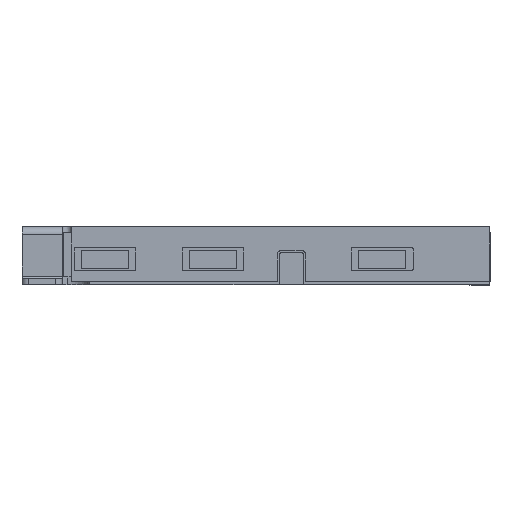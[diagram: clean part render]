
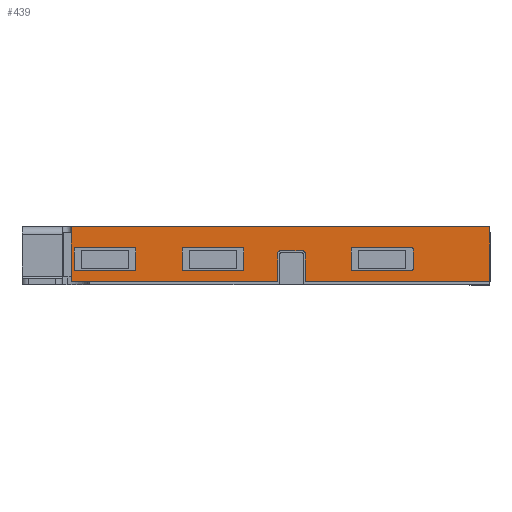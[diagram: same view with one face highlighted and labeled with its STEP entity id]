
A CAD part, left-side view. The second image highlights one B-rep face of the part: STEP entity #439.
In plain terms, the highlighted planar face has unit normal (-1, 0, 0).
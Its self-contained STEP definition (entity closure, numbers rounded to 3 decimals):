
#439=ADVANCED_FACE('',(#1278,#1279,#1280,#1281),#1282,.T.);
#1278=FACE_OUTER_BOUND('',#2290,.T.);
#1279=FACE_BOUND('',#2291,.T.);
#1280=FACE_BOUND('',#2292,.T.);
#1281=FACE_BOUND('',#2293,.T.);
#1282=PLANE('',#2294);
#2290=EDGE_LOOP('',(#5390,#5391,#5392,#5393,#5394,#5395,#5396,#5397,#5398,#5399));
#2291=EDGE_LOOP('',(#5400,#5401,#5402,#5403,#5404,#5405,#5406,#5407));
#2292=EDGE_LOOP('',(#5408,#5409,#5410,#5411,#5412,#5413,#5414,#5415));
#2293=EDGE_LOOP('',(#5416,#5417,#5418,#5419,#5420,#5421,#5422,#5423));
#2294=AXIS2_PLACEMENT_3D('',#5424,#5425,#5426);
#5390=ORIENTED_EDGE('',*,*,#7801,.F.);
#5391=ORIENTED_EDGE('',*,*,#7640,.T.);
#5392=ORIENTED_EDGE('',*,*,#7040,.T.);
#5393=ORIENTED_EDGE('',*,*,#7755,.T.);
#5394=ORIENTED_EDGE('',*,*,#7802,.F.);
#5395=ORIENTED_EDGE('',*,*,#7803,.F.);
#5396=ORIENTED_EDGE('',*,*,#7804,.T.);
#5397=ORIENTED_EDGE('',*,*,#7805,.F.);
#5398=ORIENTED_EDGE('',*,*,#7806,.T.);
#5399=ORIENTED_EDGE('',*,*,#7807,.F.);
#5400=ORIENTED_EDGE('',*,*,#7808,.F.);
#5401=ORIENTED_EDGE('',*,*,#7809,.F.);
#5402=ORIENTED_EDGE('',*,*,#7810,.F.);
#5403=ORIENTED_EDGE('',*,*,#7811,.F.);
#5404=ORIENTED_EDGE('',*,*,#7812,.F.);
#5405=ORIENTED_EDGE('',*,*,#7813,.F.);
#5406=ORIENTED_EDGE('',*,*,#7814,.F.);
#5407=ORIENTED_EDGE('',*,*,#7815,.F.);
#5408=ORIENTED_EDGE('',*,*,#7816,.F.);
#5409=ORIENTED_EDGE('',*,*,#7817,.F.);
#5410=ORIENTED_EDGE('',*,*,#7818,.F.);
#5411=ORIENTED_EDGE('',*,*,#7819,.F.);
#5412=ORIENTED_EDGE('',*,*,#7820,.F.);
#5413=ORIENTED_EDGE('',*,*,#7821,.F.);
#5414=ORIENTED_EDGE('',*,*,#7822,.F.);
#5415=ORIENTED_EDGE('',*,*,#7823,.F.);
#5416=ORIENTED_EDGE('',*,*,#7824,.F.);
#5417=ORIENTED_EDGE('',*,*,#7825,.F.);
#5418=ORIENTED_EDGE('',*,*,#7826,.F.);
#5419=ORIENTED_EDGE('',*,*,#7827,.F.);
#5420=ORIENTED_EDGE('',*,*,#7828,.F.);
#5421=ORIENTED_EDGE('',*,*,#7829,.F.);
#5422=ORIENTED_EDGE('',*,*,#7830,.F.);
#5423=ORIENTED_EDGE('',*,*,#7831,.F.);
#5424=CARTESIAN_POINT('',(-14.0,-7.1,0.0));
#5425=DIRECTION('',(-1.0,0.0,0.0));
#5426=DIRECTION('',(0.0,0.0,1.0));
#7040=EDGE_CURVE('',#8582,#8580,#8583,.T.);
#7640=EDGE_CURVE('',#9605,#8582,#9606,.T.);
#7755=EDGE_CURVE('',#8580,#9784,#9786,.T.);
#7801=EDGE_CURVE('',#9605,#9860,#9861,.T.);
#7802=EDGE_CURVE('',#9862,#9784,#9863,.T.);
#7803=EDGE_CURVE('',#9864,#9862,#9865,.T.);
#7804=EDGE_CURVE('',#9864,#9866,#9867,.T.);
#7805=EDGE_CURVE('',#9868,#9866,#9869,.T.);
#7806=EDGE_CURVE('',#9868,#9870,#9871,.T.);
#7807=EDGE_CURVE('',#9860,#9870,#9872,.T.);
#7808=EDGE_CURVE('',#9873,#9874,#9875,.T.);
#7809=EDGE_CURVE('',#9876,#9873,#9877,.T.);
#7810=EDGE_CURVE('',#9878,#9876,#9879,.T.);
#7811=EDGE_CURVE('',#9880,#9878,#9881,.T.);
#7812=EDGE_CURVE('',#9882,#9880,#9883,.T.);
#7813=EDGE_CURVE('',#9884,#9882,#9885,.T.);
#7814=EDGE_CURVE('',#9886,#9884,#9887,.T.);
#7815=EDGE_CURVE('',#9874,#9886,#9888,.T.);
#7816=EDGE_CURVE('',#9889,#9890,#9891,.T.);
#7817=EDGE_CURVE('',#9892,#9889,#9893,.T.);
#7818=EDGE_CURVE('',#9894,#9892,#9895,.T.);
#7819=EDGE_CURVE('',#9896,#9894,#9897,.T.);
#7820=EDGE_CURVE('',#9898,#9896,#9899,.T.);
#7821=EDGE_CURVE('',#9900,#9898,#9901,.T.);
#7822=EDGE_CURVE('',#9902,#9900,#9903,.T.);
#7823=EDGE_CURVE('',#9890,#9902,#9904,.T.);
#7824=EDGE_CURVE('',#9905,#9906,#9907,.T.);
#7825=EDGE_CURVE('',#9908,#9905,#9909,.T.);
#7826=EDGE_CURVE('',#9910,#9908,#9911,.T.);
#7827=EDGE_CURVE('',#9912,#9910,#9913,.T.);
#7828=EDGE_CURVE('',#9914,#9912,#9915,.T.);
#7829=EDGE_CURVE('',#9916,#9914,#9917,.T.);
#7830=EDGE_CURVE('',#9918,#9916,#9919,.T.);
#7831=EDGE_CURVE('',#9906,#9918,#9920,.T.);
#8580=VERTEX_POINT('',#10935);
#8582=VERTEX_POINT('',#10938);
#8583=LINE('',#10939,#10940);
#9605=VERTEX_POINT('',#12456);
#9606=LINE('',#12457,#12458);
#9784=VERTEX_POINT('',#12720);
#9786=LINE('',#12723,#12724);
#9860=VERTEX_POINT('',#12834);
#9861=LINE('',#12835,#12836);
#9862=VERTEX_POINT('',#12837);
#9863=LINE('',#12838,#12839);
#9864=VERTEX_POINT('',#12840);
#9865=LINE('',#12841,#12842);
#9866=VERTEX_POINT('',#12843);
#9867=CIRCLE('',#12844,0.1);
#9868=VERTEX_POINT('',#12845);
#9869=LINE('',#12846,#12847);
#9870=VERTEX_POINT('',#12848);
#9871=CIRCLE('',#12849,0.1);
#9872=LINE('',#12850,#12851);
#9873=VERTEX_POINT('',#12852);
#9874=VERTEX_POINT('',#12853);
#9875=LINE('',#12854,#12855);
#9876=VERTEX_POINT('',#12856);
#9877=CIRCLE('',#12857,0.04);
#9878=VERTEX_POINT('',#12858);
#9879=LINE('',#12859,#12860);
#9880=VERTEX_POINT('',#12861);
#9881=CIRCLE('',#12862,0.04);
#9882=VERTEX_POINT('',#12863);
#9883=LINE('',#12864,#12865);
#9884=VERTEX_POINT('',#12866);
#9885=CIRCLE('',#12867,0.04);
#9886=VERTEX_POINT('',#12868);
#9887=LINE('',#12869,#12870);
#9888=CIRCLE('',#12871,0.04);
#9889=VERTEX_POINT('',#12872);
#9890=VERTEX_POINT('',#12873);
#9891=LINE('',#12874,#12875);
#9892=VERTEX_POINT('',#12876);
#9893=CIRCLE('',#12877,0.04);
#9894=VERTEX_POINT('',#12878);
#9895=LINE('',#12879,#12880);
#9896=VERTEX_POINT('',#12881);
#9897=CIRCLE('',#12882,0.04);
#9898=VERTEX_POINT('',#12883);
#9899=LINE('',#12884,#12885);
#9900=VERTEX_POINT('',#12886);
#9901=CIRCLE('',#12887,0.04);
#9902=VERTEX_POINT('',#12888);
#9903=LINE('',#12889,#12890);
#9904=CIRCLE('',#12891,0.04);
#9905=VERTEX_POINT('',#12892);
#9906=VERTEX_POINT('',#12893);
#9907=LINE('',#12894,#12895);
#9908=VERTEX_POINT('',#12896);
#9909=CIRCLE('',#12897,0.04);
#9910=VERTEX_POINT('',#12898);
#9911=LINE('',#12899,#12900);
#9912=VERTEX_POINT('',#12901);
#9913=CIRCLE('',#12902,0.04);
#9914=VERTEX_POINT('',#12903);
#9915=LINE('',#12904,#12905);
#9916=VERTEX_POINT('',#12906);
#9917=CIRCLE('',#12907,0.04);
#9918=VERTEX_POINT('',#12908);
#9919=LINE('',#12909,#12910);
#9920=CIRCLE('',#12911,0.04);
#10935=CARTESIAN_POINT('',(-14.0,6.5,0.0));
#10938=CARTESIAN_POINT('',(-14.0,-7.1,0.0));
#10939=CARTESIAN_POINT('',(-14.0,-7.1,0.0));
#10940=VECTOR('',#13945,13.6);
#12456=CARTESIAN_POINT('',(-14.0,-7.1,-1.78));
#12457=CARTESIAN_POINT('',(-14.0,-7.1,-1.78));
#12458=VECTOR('',#14758,1.78);
#12720=CARTESIAN_POINT('',(-14.0,6.5,-1.78));
#12723=CARTESIAN_POINT('',(-14.0,6.5,0.0));
#12724=VECTOR('',#14931,1.78);
#12834=CARTESIAN_POINT('',(-14.0,-1.1,-1.78));
#12835=CARTESIAN_POINT('',(-14.0,-7.1,-1.78));
#12836=VECTOR('',#14995,6.0);
#12837=CARTESIAN_POINT('',(-14.0,-0.2,-1.78));
#12838=CARTESIAN_POINT('',(-14.0,-0.2,-1.78));
#12839=VECTOR('',#14996,6.7);
#12840=CARTESIAN_POINT('',(-14.0,-0.2,-0.88));
#12841=CARTESIAN_POINT('',(-14.0,-0.2,-0.88));
#12842=VECTOR('',#14997,0.9);
#12843=CARTESIAN_POINT('',(-14.0,-0.3,-0.78));
#12844=AXIS2_PLACEMENT_3D('',#14998,#14999,#15000);
#12845=CARTESIAN_POINT('',(-14.0,-1.0,-0.78));
#12846=CARTESIAN_POINT('',(-14.0,-1.0,-0.78));
#12847=VECTOR('',#15001,0.7);
#12848=CARTESIAN_POINT('',(-14.0,-1.1,-0.88));
#12849=AXIS2_PLACEMENT_3D('',#15002,#15003,#15004);
#12850=CARTESIAN_POINT('',(-14.0,-1.1,-1.78));
#12851=VECTOR('',#15005,0.9);
#12852=CARTESIAN_POINT('',(-14.0,-2.64,-1.43));
#12853=CARTESIAN_POINT('',(-14.0,-4.56,-1.43));
#12854=CARTESIAN_POINT('',(-14.0,-2.64,-1.43));
#12855=VECTOR('',#15006,1.92);
#12856=CARTESIAN_POINT('',(-14.0,-2.6,-1.39));
#12857=AXIS2_PLACEMENT_3D('',#15007,#15008,#15009);
#12858=CARTESIAN_POINT('',(-14.0,-2.6,-0.72));
#12859=CARTESIAN_POINT('',(-14.0,-2.6,-0.72));
#12860=VECTOR('',#15010,0.67);
#12861=CARTESIAN_POINT('',(-14.0,-2.64,-0.68));
#12862=AXIS2_PLACEMENT_3D('',#15011,#15012,#15013);
#12863=CARTESIAN_POINT('',(-14.0,-4.56,-0.68));
#12864=CARTESIAN_POINT('',(-14.0,-4.56,-0.68));
#12865=VECTOR('',#15014,1.92);
#12866=CARTESIAN_POINT('',(-14.0,-4.6,-0.72));
#12867=AXIS2_PLACEMENT_3D('',#15015,#15016,#15017);
#12868=CARTESIAN_POINT('',(-14.0,-4.6,-1.39));
#12869=CARTESIAN_POINT('',(-14.0,-4.6,-1.39));
#12870=VECTOR('',#15018,0.67);
#12871=AXIS2_PLACEMENT_3D('',#15019,#15020,#15021);
#12872=CARTESIAN_POINT('',(-14.0,2.86,-1.43));
#12873=CARTESIAN_POINT('',(-14.0,0.94,-1.43));
#12874=CARTESIAN_POINT('',(-14.0,2.86,-1.43));
#12875=VECTOR('',#15022,1.92);
#12876=CARTESIAN_POINT('',(-14.0,2.9,-1.39));
#12877=AXIS2_PLACEMENT_3D('',#15023,#15024,#15025);
#12878=CARTESIAN_POINT('',(-14.0,2.9,-0.72));
#12879=CARTESIAN_POINT('',(-14.0,2.9,-0.72));
#12880=VECTOR('',#15026,0.67);
#12881=CARTESIAN_POINT('',(-14.0,2.86,-0.68));
#12882=AXIS2_PLACEMENT_3D('',#15027,#15028,#15029);
#12883=CARTESIAN_POINT('',(-14.0,0.94,-0.68));
#12884=CARTESIAN_POINT('',(-14.0,0.94,-0.68));
#12885=VECTOR('',#15030,1.92);
#12886=CARTESIAN_POINT('',(-14.0,0.9,-0.72));
#12887=AXIS2_PLACEMENT_3D('',#15031,#15032,#15033);
#12888=CARTESIAN_POINT('',(-14.0,0.9,-1.39));
#12889=CARTESIAN_POINT('',(-14.0,0.9,-1.39));
#12890=VECTOR('',#15034,0.67);
#12891=AXIS2_PLACEMENT_3D('',#15035,#15036,#15037);
#12892=CARTESIAN_POINT('',(-14.0,4.4,-1.39));
#12893=CARTESIAN_POINT('',(-14.0,4.4,-0.72));
#12894=CARTESIAN_POINT('',(-14.0,4.4,-1.39));
#12895=VECTOR('',#15038,0.67);
#12896=CARTESIAN_POINT('',(-14.0,4.44,-1.43));
#12897=AXIS2_PLACEMENT_3D('',#15039,#15040,#15041);
#12898=CARTESIAN_POINT('',(-14.0,6.36,-1.43));
#12899=CARTESIAN_POINT('',(-14.0,6.36,-1.43));
#12900=VECTOR('',#15042,1.92);
#12901=CARTESIAN_POINT('',(-14.0,6.4,-1.39));
#12902=AXIS2_PLACEMENT_3D('',#15043,#15044,#15045);
#12903=CARTESIAN_POINT('',(-14.0,6.4,-0.72));
#12904=CARTESIAN_POINT('',(-14.0,6.4,-0.72));
#12905=VECTOR('',#15046,0.67);
#12906=CARTESIAN_POINT('',(-14.0,6.36,-0.68));
#12907=AXIS2_PLACEMENT_3D('',#15047,#15048,#15049);
#12908=CARTESIAN_POINT('',(-14.0,4.44,-0.68));
#12909=CARTESIAN_POINT('',(-14.0,4.44,-0.68));
#12910=VECTOR('',#15050,1.92);
#12911=AXIS2_PLACEMENT_3D('',#15051,#15052,#15053);
#13945=DIRECTION('',(0.0,1.0,0.0));
#14758=DIRECTION('',(0.0,0.0,1.0));
#14931=DIRECTION('',(0.0,0.0,-1.0));
#14995=DIRECTION('',(0.0,1.0,0.0));
#14996=DIRECTION('',(0.0,1.0,0.0));
#14997=DIRECTION('',(0.0,0.0,-1.0));
#14998=CARTESIAN_POINT('',(-14.0,-0.3,-0.88));
#14999=DIRECTION('',(1.0,0.0,0.0));
#15000=DIRECTION('',(0.0,1.0,0.0));
#15001=DIRECTION('',(0.0,1.0,0.0));
#15002=CARTESIAN_POINT('',(-14.0,-1.0,-0.88));
#15003=DIRECTION('',(1.0,0.0,-0.0));
#15004=DIRECTION('',(0.0,0.0,1.0));
#15005=DIRECTION('',(0.0,0.0,1.0));
#15006=DIRECTION('',(0.0,-1.0,0.0));
#15007=CARTESIAN_POINT('',(-14.0,-2.64,-1.39));
#15008=DIRECTION('',(-1.0,0.0,0.0));
#15009=DIRECTION('',(0.0,1.0,0.0));
#15010=DIRECTION('',(0.0,0.0,-1.0));
#15011=CARTESIAN_POINT('',(-14.0,-2.64,-0.72));
#15012=DIRECTION('',(-1.0,0.0,0.0));
#15013=DIRECTION('',(0.0,0.0,1.0));
#15014=DIRECTION('',(0.0,1.0,0.0));
#15015=CARTESIAN_POINT('',(-14.0,-4.56,-0.72));
#15016=DIRECTION('',(-1.0,0.0,0.0));
#15017=DIRECTION('',(0.0,-1.0,0.0));
#15018=DIRECTION('',(0.0,0.0,1.0));
#15019=CARTESIAN_POINT('',(-14.0,-4.56,-1.39));
#15020=DIRECTION('',(-1.0,0.0,0.0));
#15021=DIRECTION('',(0.0,0.0,-1.0));
#15022=DIRECTION('',(0.0,-1.0,0.0));
#15023=CARTESIAN_POINT('',(-14.0,2.86,-1.39));
#15024=DIRECTION('',(-1.0,0.0,0.0));
#15025=DIRECTION('',(0.0,1.0,0.0));
#15026=DIRECTION('',(0.0,0.0,-1.0));
#15027=CARTESIAN_POINT('',(-14.0,2.86,-0.72));
#15028=DIRECTION('',(-1.0,0.0,0.0));
#15029=DIRECTION('',(0.0,0.,1.0));
#15030=DIRECTION('',(0.0,1.0,0.0));
#15031=CARTESIAN_POINT('',(-14.0,0.94,-0.72));
#15032=DIRECTION('',(-1.0,0.0,0.0));
#15033=DIRECTION('',(0.0,-1.0,0.0));
#15034=DIRECTION('',(0.0,0.0,1.0));
#15035=CARTESIAN_POINT('',(-14.0,0.94,-1.39));
#15036=DIRECTION('',(-1.0,-0.0,0.0));
#15037=DIRECTION('',(0.0,0.,-1.0));
#15038=DIRECTION('',(0.0,0.0,1.0));
#15039=CARTESIAN_POINT('',(-14.0,4.44,-1.39));
#15040=DIRECTION('',(-1.0,-0.0,0.0));
#15041=DIRECTION('',(0.0,0.,-1.0));
#15042=DIRECTION('',(0.0,-1.0,0.0));
#15043=CARTESIAN_POINT('',(-14.0,6.36,-1.39));
#15044=DIRECTION('',(-1.0,0.0,0.0));
#15045=DIRECTION('',(0.0,1.0,0.0));
#15046=DIRECTION('',(0.0,0.0,-1.0));
#15047=CARTESIAN_POINT('',(-14.0,6.36,-0.72));
#15048=DIRECTION('',(-1.0,0.0,0.0));
#15049=DIRECTION('',(0.0,0.,1.0));
#15050=DIRECTION('',(0.0,1.0,0.0));
#15051=CARTESIAN_POINT('',(-14.0,4.44,-0.72));
#15052=DIRECTION('',(-1.0,0.0,0.0));
#15053=DIRECTION('',(0.0,-1.0,0.0));
